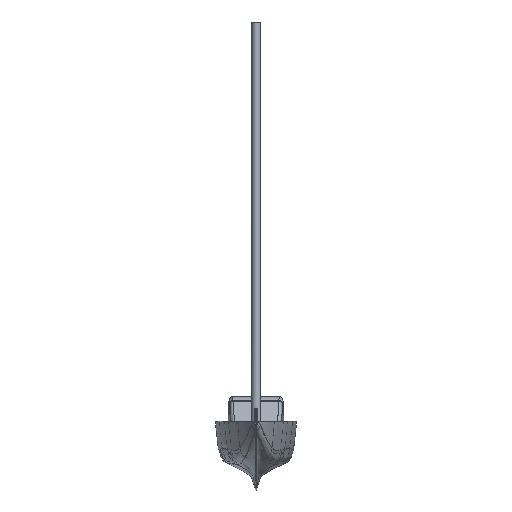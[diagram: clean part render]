
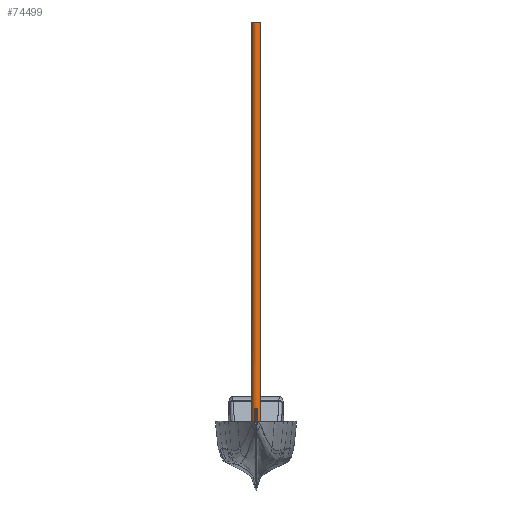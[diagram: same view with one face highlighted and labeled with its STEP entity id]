
A CAD part, left-side view. The second image highlights one B-rep face of the part: STEP entity #74499.
In plain terms, the highlighted free-form (B-spline) face has degree [5, 1] with [15, 2] control points.
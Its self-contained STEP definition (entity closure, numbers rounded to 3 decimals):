
#67488 = VERTEX_POINT('',#67489);
#67489 = CARTESIAN_POINT('',(-5363.503,272.653,
    0.));
#67490 = VERTEX_POINT('',#67491);
#67491 = CARTESIAN_POINT('',(-5301.323,-272.653,
    0.));
#67521 = EDGE_CURVE('',#67490,#67488,#67522,.T.);
#67522 = B_SPLINE_CURVE_WITH_KNOTS('',5,(#67523,#67524,#67525,#67526,
    #67527,#67528,#67529,#67530,#67531,#67532,#67533,#67534,#67535,
    #67536,#67537,#67538,#67539,#67540,#67541,#67542,#67543,#67544,
    #67545,#67546,#67547,#67548,#67549),.UNSPECIFIED.,.F.,.F.,(6,3,3,3,3
    ,3,3,3,6),(0.,208.054,384.37,546.35,
    707.967,874.389,1034.246,1201.915,
    1376.299),.UNSPECIFIED.);
#67523 = CARTESIAN_POINT('',(-5301.323,-272.653,
    0.));
#67524 = CARTESIAN_POINT('',(-5330.005,-275.154,
    0.));
#67525 = CARTESIAN_POINT('',(-5358.976,-274.768,
    0.));
#67526 = CARTESIAN_POINT('',(-5387.797,-271.47,
    0.));
#67527 = CARTESIAN_POINT('',(-5439.926,-260.049,
    0.));
#67528 = CARTESIAN_POINT('',(-5488.445,-239.088,
    0.));
#67529 = CARTESIAN_POINT('',(-5509.667,-227.519,
    0.));
#67530 = CARTESIAN_POINT('',(-5547.828,-201.755,
    0.));
#67531 = CARTESIAN_POINT('',(-5580.039,-169.714,
    0.));
#67532 = CARTESIAN_POINT('',(-5593.878,-153.052,
    0.));
#67533 = CARTESIAN_POINT('',(-5617.923,-117.472,
    0.));
#67534 = CARTESIAN_POINT('',(-5634.097,-78.197,
    0.));
#67535 = CARTESIAN_POINT('',(-5640.042,-57.883,
    0.));
#67536 = CARTESIAN_POINT('',(-5647.543,-15.785,
    0.));
#67537 = CARTESIAN_POINT('',(-5645.667,26.871,
    0.));
#67538 = CARTESIAN_POINT('',(-5642.272,48.335,
    0.));
#67539 = CARTESIAN_POINT('',(-5630.967,89.451,
    0.));
#67540 = CARTESIAN_POINT('',(-5611.132,127.621,
    0.));
#67541 = CARTESIAN_POINT('',(-5599.499,145.374,
    0.));
#67542 = CARTESIAN_POINT('',(-5572.136,179.406,
    0.));
#67543 = CARTESIAN_POINT('',(-5538.407,208.04,
    0.));
#67544 = CARTESIAN_POINT('',(-5519.709,221.12,
    0.));
#67545 = CARTESIAN_POINT('',(-5479.172,244.359,
    0.));
#67546 = CARTESIAN_POINT('',(-5434.759,260.287,
    0.));
#67547 = CARTESIAN_POINT('',(-5411.382,266.43,
    0.));
#67548 = CARTESIAN_POINT('',(-5387.544,270.556,
    0.));
#67549 = CARTESIAN_POINT('',(-5363.503,272.653,
    0.));
#74328 = EDGE_CURVE('',#74329,#74331,#74333,.T.);
#74329 = VERTEX_POINT('',#74330);
#74330 = CARTESIAN_POINT('',(-5363.503,272.653,
    23294.3));
#74331 = VERTEX_POINT('',#74332);
#74332 = CARTESIAN_POINT('',(-5301.323,-272.653,
    23294.3));
#74333 = B_SPLINE_CURVE_WITH_KNOTS('',5,(#74334,#74335,#74336,#74337,
    #74338,#74339,#74340,#74341,#74342,#74343,#74344,#74345,#74346,
    #74347,#74348,#74349,#74350,#74351,#74352,#74353,#74354,#74355,
    #74356,#74357,#74358,#74359,#74360,#74361,#74362,#74363,#74364,
    #74365,#74366),.UNSPECIFIED.,.F.,.F.,(6,3,3,3,3,3,3,3,3,3,6),(
    0.,130.301,380.58,499.312,
    615.12,730.152,966.921,1091.467,
    1220.005,1350.849,1383.036),
  .UNSPECIFIED.);
#74334 = CARTESIAN_POINT('',(-5363.503,272.653,
    23294.3));
#74335 = CARTESIAN_POINT('',(-5381.385,271.093,
    23294.3));
#74336 = CARTESIAN_POINT('',(-5399.154,268.411,
    23294.3));
#74337 = CARTESIAN_POINT('',(-5416.704,264.611,
    23294.3));
#74338 = CARTESIAN_POINT('',(-5466.998,250.289,
    23294.3));
#74339 = CARTESIAN_POINT('',(-5513.528,226.755,
    23294.3));
#74340 = CARTESIAN_POINT('',(-5541.713,207.466,
    23294.3));
#74341 = CARTESIAN_POINT('',(-5578.451,173.88,
    23294.3));
#74342 = CARTESIAN_POINT('',(-5606.45,134.078,
    23294.3));
#74343 = CARTESIAN_POINT('',(-5614.475,120.695,
    23294.3));
#74344 = CARTESIAN_POINT('',(-5628.239,93.283,
    23294.3));
#74345 = CARTESIAN_POINT('',(-5637.667,64.318,
    23294.3));
#74346 = CARTESIAN_POINT('',(-5641.214,49.727,
    23294.3));
#74347 = CARTESIAN_POINT('',(-5646.006,20.264,
    23294.3));
#74348 = CARTESIAN_POINT('',(-5646.209,-9.534,
    23294.3));
#74349 = CARTESIAN_POINT('',(-5645.159,-24.365,
    23294.3));
#74350 = CARTESIAN_POINT('',(-5638.458,-69.344,
    23294.3));
#74351 = CARTESIAN_POINT('',(-5621.372,-112.258,
    23294.3));
#74352 = CARTESIAN_POINT('',(-5605.436,-139.347,
    23294.3));
#74353 = CARTESIAN_POINT('',(-5575.3,-176.914,
    23294.3));
#74354 = CARTESIAN_POINT('',(-5537.841,-207.746,
    23294.3));
#74355 = CARTESIAN_POINT('',(-5524.153,-217.514,
    23294.3));
#74356 = CARTESIAN_POINT('',(-5494.981,-235.514,
    23294.3));
#74357 = CARTESIAN_POINT('',(-5463.448,-249.63,
    23294.3));
#74358 = CARTESIAN_POINT('',(-5446.932,-255.761,
    23294.3));
#74359 = CARTESIAN_POINT('',(-5412.816,-265.991,
    23294.3));
#74360 = CARTESIAN_POINT('',(-5377.534,-271.84,
    23294.3));
#74361 = CARTESIAN_POINT('',(-5359.55,-273.66,
    23294.3));
#74362 = CARTESIAN_POINT('',(-5337.047,-274.512,
    23294.3));
#74363 = CARTESIAN_POINT('',(-5314.595,-273.603,
    23294.3));
#74364 = CARTESIAN_POINT('',(-5310.164,-273.355,
    23294.3));
#74365 = CARTESIAN_POINT('',(-5305.74,-273.038,
    23294.3));
#74366 = CARTESIAN_POINT('',(-5301.323,-272.653,
    23294.3));
#74499 = ADVANCED_FACE('',(#74500),#74514,.T.);
#74500 = FACE_BOUND('',#74501,.T.);
#74501 = EDGE_LOOP('',(#74502,#74507,#74508,#74513));
#74502 = ORIENTED_EDGE('',*,*,#74503,.F.);
#74503 = EDGE_CURVE('',#67488,#74329,#74504,.T.);
#74504 = B_SPLINE_CURVE_WITH_KNOTS('',1,(#74505,#74506),.UNSPECIFIED.,
  .F.,.F.,(2,2),(-14000.,10500.),.PIECEWISE_BEZIER_KNOTS.);
#74505 = CARTESIAN_POINT('',(-5363.503,272.653,
    0.));
#74506 = CARTESIAN_POINT('',(-5363.503,272.653,
    23294.3));
#74507 = ORIENTED_EDGE('',*,*,#67521,.F.);
#74508 = ORIENTED_EDGE('',*,*,#74509,.T.);
#74509 = EDGE_CURVE('',#67490,#74331,#74510,.T.);
#74510 = B_SPLINE_CURVE_WITH_KNOTS('',1,(#74511,#74512),.UNSPECIFIED.,
  .F.,.F.,(2,2),(-14000.,10500.),.PIECEWISE_BEZIER_KNOTS.);
#74511 = CARTESIAN_POINT('',(-5301.323,-272.653,
    0.));
#74512 = CARTESIAN_POINT('',(-5301.323,-272.653,
    23294.3));
#74513 = ORIENTED_EDGE('',*,*,#74328,.F.);
#74514 = B_SPLINE_SURFACE_WITH_KNOTS('',5,1,(
    (#74515,#74516)
    ,(#74517,#74518)
    ,(#74519,#74520)
    ,(#74521,#74522)
    ,(#74523,#74524)
    ,(#74525,#74526)
    ,(#74527,#74528)
    ,(#74529,#74530)
    ,(#74531,#74532)
    ,(#74533,#74534)
    ,(#74535,#74536)
    ,(#74537,#74538)
    ,(#74539,#74540)
    ,(#74541,#74542)
    ,(#74543,#74544
    )),.UNSPECIFIED.,.F.,.F.,.F.,(6,3,3,3,6),(2,2),(626.324,
    872.317,1118.31,1364.303,1610.296)
  ,(-14000.,17500.),.UNSPECIFIED.);
#74515 = CARTESIAN_POINT('',(-5363.503,272.653,
    0.));
#74516 = CARTESIAN_POINT('',(-5363.503,272.653,
    29949.814));
#74517 = CARTESIAN_POINT('',(-5412.473,268.381,
    0.));
#74518 = CARTESIAN_POINT('',(-5412.473,268.381,
    29949.814));
#74519 = CARTESIAN_POINT('',(-5460.485,255.703,
    0.));
#74520 = CARTESIAN_POINT('',(-5460.485,255.703,
    29949.814));
#74521 = CARTESIAN_POINT('',(-5505.016,234.824,
    0.));
#74522 = CARTESIAN_POINT('',(-5505.016,234.824,
    29949.814));
#74523 = CARTESIAN_POINT('',(-5582.313,178.919,
    0.));
#74524 = CARTESIAN_POINT('',(-5582.313,178.919,
    29949.814));
#74525 = CARTESIAN_POINT('',(-5629.709,101.607,
    0.));
#74526 = CARTESIAN_POINT('',(-5629.709,101.607,
    29949.814));
#74527 = CARTESIAN_POINT('',(-5644.317,59.304,
    0.));
#74528 = CARTESIAN_POINT('',(-5644.317,59.304,
    29949.814));
#74529 = CARTESIAN_POINT('',(-5653.776,-28.03,
    0.));
#74530 = CARTESIAN_POINT('',(-5653.776,-28.03,
    29949.814));
#74531 = CARTESIAN_POINT('',(-5624.783,-112.009,
    0.));
#74532 = CARTESIAN_POINT('',(-5624.783,-112.009,
    29949.814));
#74533 = CARTESIAN_POINT('',(-5600.91,-150.956,
    0.));
#74534 = CARTESIAN_POINT('',(-5600.91,-150.956,
    29949.814));
#74535 = CARTESIAN_POINT('',(-5536.989,-218.559,
    0.));
#74536 = CARTESIAN_POINT('',(-5536.989,-218.559,
    29949.814));
#74537 = CARTESIAN_POINT('',(-5448.59,-260.012,
    0.));
#74538 = CARTESIAN_POINT('',(-5448.59,-260.012,
    29949.814));
#74539 = CARTESIAN_POINT('',(-5400.221,-272.788,
    0.));
#74540 = CARTESIAN_POINT('',(-5400.221,-272.788,
    29949.814));
#74541 = CARTESIAN_POINT('',(-5350.292,-276.924,
    0.));
#74542 = CARTESIAN_POINT('',(-5350.292,-276.924,
    29949.814));
#74543 = CARTESIAN_POINT('',(-5301.323,-272.653,
    0.));
#74544 = CARTESIAN_POINT('',(-5301.323,-272.653,
    29949.814));
